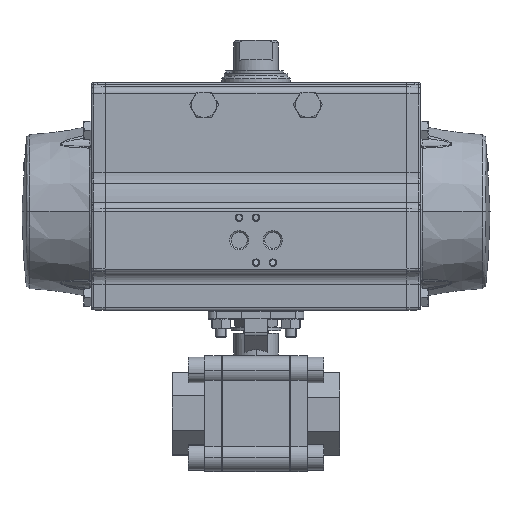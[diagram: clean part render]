
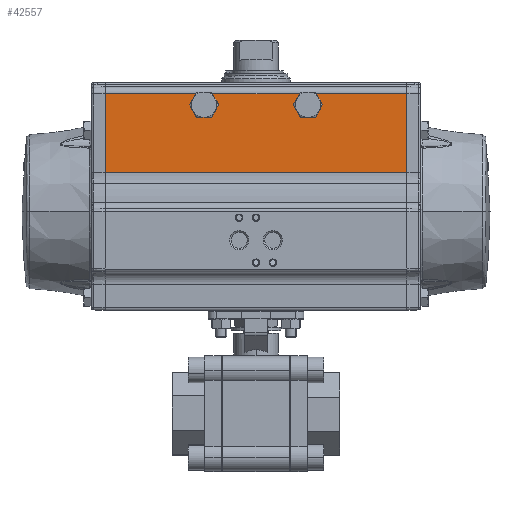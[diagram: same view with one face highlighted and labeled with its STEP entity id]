
A CAD part, top view. The second image highlights one B-rep face of the part: STEP entity #42557.
In plain terms, the highlighted planar face has unit normal (0, 0, 1).
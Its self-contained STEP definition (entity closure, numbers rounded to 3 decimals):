
#107 = DIRECTION ( 'NONE',  ( 0., 0., -1. ) ) ;
#238 = VERTEX_POINT ( 'NONE', #56140 ) ;
#5197 = DIRECTION ( 'NONE',  ( 1., 0., 0. ) ) ;
#7420 = DIRECTION ( 'NONE',  ( 1., 0., 0. ) ) ;
#7835 = ORIENTED_EDGE ( 'NONE', *, *, #20018, .F. ) ;
#8442 = ORIENTED_EDGE ( 'NONE', *, *, #37905, .T. ) ;
#8451 = EDGE_CURVE ( 'NONE', #45834, #17329, #10199, .T. ) ;
#8862 = LINE ( 'NONE', #18369, #10463 ) ;
#9676 = CIRCLE ( 'NONE', #29532, 0.354 ) ;
#10199 = LINE ( 'NONE', #58330, #25349 ) ;
#10463 = VECTOR ( 'NONE', #23436, 39.37 ) ;
#12598 = CARTESIAN_POINT ( 'NONE',  ( 2.432, 8.752, 2.922 ) ) ;
#15361 = DIRECTION ( 'NONE',  ( 0., 0., -1. ) ) ;
#15550 = VECTOR ( 'NONE', #55609, 39.37 ) ;
#17329 = VERTEX_POINT ( 'NONE', #21485 ) ;
#18369 = CARTESIAN_POINT ( 'NONE',  ( 2.432, 8.752, 2.922 ) ) ;
#18421 = CARTESIAN_POINT ( 'NONE',  ( -0.5, 8.752, 2.922 ) ) ;
#19036 = VERTEX_POINT ( 'NONE', #34554 ) ;
#20018 = EDGE_CURVE ( 'NONE', #17329, #59640, #40087, .T. ) ;
#20427 = CARTESIAN_POINT ( 'NONE',  ( 2.432, 6.549, 2.922 ) ) ;
#21485 = CARTESIAN_POINT ( 'NONE',  ( -6.021, 8.752, 2.922 ) ) ;
#21744 = DIRECTION ( 'NONE',  ( 1., 0., 0. ) ) ;
#23034 = EDGE_CURVE ( 'NONE', #238, #34013, #8862, .T. ) ;
#23436 = DIRECTION ( 'NONE',  ( 1., 0., 0. ) ) ;
#23487 = VECTOR ( 'NONE', #21744, 39.37 ) ;
#25349 = VECTOR ( 'NONE', #27755, 39.37 ) ;
#27695 = CARTESIAN_POINT ( 'NONE',  ( 2.432, 6.549, 2.922 ) ) ;
#27755 = DIRECTION ( 'NONE',  ( 0., 1., 0. ) ) ;
#29127 = AXIS2_PLACEMENT_3D ( 'NONE', #20427, #35688, #5197 ) ;
#29307 = EDGE_CURVE ( 'NONE', #19036, #35882, #42607, .T. ) ;
#29532 = AXIS2_PLACEMENT_3D ( 'NONE', #30626, #107, #35725 ) ;
#30226 = LINE ( 'NONE', #48305, #43835 ) ;
#30467 = ORIENTED_EDGE ( 'NONE', *, *, #29307, .F. ) ;
#30596 = PLANE ( 'NONE',  #29127 ) ;
#30626 = CARTESIAN_POINT ( 'NONE',  ( -0.338, 8.437, 2.922 ) ) ;
#31872 = EDGE_CURVE ( 'NONE', #45834, #65560, #35348, .T. ) ;
#34013 = VERTEX_POINT ( 'NONE', #42587 ) ;
#34554 = CARTESIAN_POINT ( 'NONE',  ( -3.089, 8.752, 2.922 ) ) ;
#35348 = LINE ( 'NONE', #27695, #23487 ) ;
#35688 = DIRECTION ( 'NONE',  ( 0., 0., 1. ) ) ;
#35725 = DIRECTION ( 'NONE',  ( 0., 1., 0. ) ) ;
#35882 = VERTEX_POINT ( 'NONE', #18421 ) ;
#35944 = ORIENTED_EDGE ( 'NONE', *, *, #31872, .T. ) ;
#36070 = ORIENTED_EDGE ( 'NONE', *, *, #55459, .T. ) ;
#37905 = EDGE_CURVE ( 'NONE', #65560, #34013, #30226, .T. ) ;
#38221 = DIRECTION ( 'NONE',  ( 0., 1., 0. ) ) ;
#39401 = CARTESIAN_POINT ( 'NONE',  ( 2.432, 6.549, 2.922 ) ) ;
#39418 = ORIENTED_EDGE ( 'NONE', *, *, #57985, .T. ) ;
#40087 = LINE ( 'NONE', #12598, #52107 ) ;
#42557 = ADVANCED_FACE ( 'NONE', ( #54510 ), #30596, .T. ) ;
#42587 = CARTESIAN_POINT ( 'NONE',  ( 2.432, 8.752, 2.922 ) ) ;
#42607 = LINE ( 'NONE', #55821, #15550 ) ;
#43148 = AXIS2_PLACEMENT_3D ( 'NONE', #45848, #15361, #50986 ) ;
#43370 = CIRCLE ( 'NONE', #43148, 0.354 ) ;
#43835 = VECTOR ( 'NONE', #38221, 39.37 ) ;
#45834 = VERTEX_POINT ( 'NONE', #61948 ) ;
#45848 = CARTESIAN_POINT ( 'NONE',  ( -3.251, 8.437, 2.922 ) ) ;
#48305 = CARTESIAN_POINT ( 'NONE',  ( 2.432, 2.674, 2.922 ) ) ;
#50986 = DIRECTION ( 'NONE',  ( 0., 1., 0. ) ) ;
#51718 = ORIENTED_EDGE ( 'NONE', *, *, #23034, .F. ) ;
#51986 = EDGE_LOOP ( 'NONE', ( #39418, #30467, #36070, #7835, #62303, #35944, #8442, #51718 ) ) ;
#52107 = VECTOR ( 'NONE', #7420, 39.37 ) ;
#54510 = FACE_OUTER_BOUND ( 'NONE', #51986, .T. ) ;
#55459 = EDGE_CURVE ( 'NONE', #19036, #59640, #43370, .T. ) ;
#55609 = DIRECTION ( 'NONE',  ( 1., 0., 0. ) ) ;
#55665 = CARTESIAN_POINT ( 'NONE',  ( -3.413, 8.752, 2.922 ) ) ;
#55821 = CARTESIAN_POINT ( 'NONE',  ( 2.432, 8.752, 2.922 ) ) ;
#56140 = CARTESIAN_POINT ( 'NONE',  ( -0.175, 8.752, 2.922 ) ) ;
#57985 = EDGE_CURVE ( 'NONE', #238, #35882, #9676, .T. ) ;
#58330 = CARTESIAN_POINT ( 'NONE',  ( -6.021, 2.674, 2.922 ) ) ;
#59640 = VERTEX_POINT ( 'NONE', #55665 ) ;
#61948 = CARTESIAN_POINT ( 'NONE',  ( -6.021, 6.549, 2.922 ) ) ;
#62303 = ORIENTED_EDGE ( 'NONE', *, *, #8451, .F. ) ;
#65560 = VERTEX_POINT ( 'NONE', #39401 ) ;
